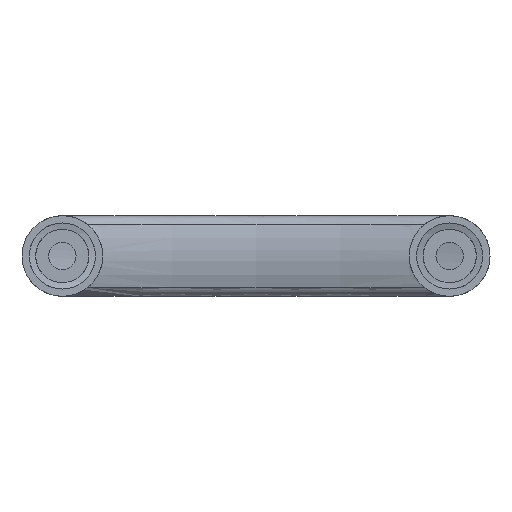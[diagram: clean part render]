
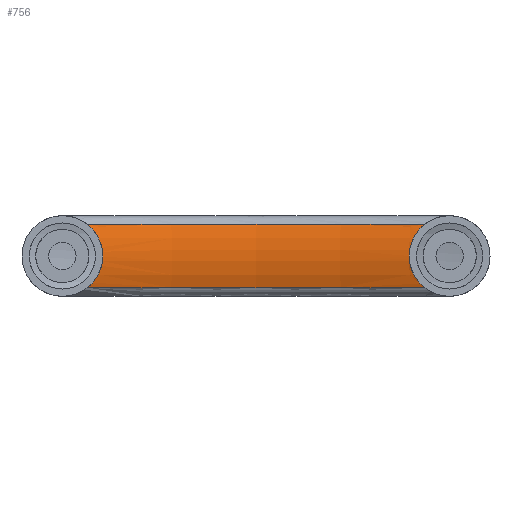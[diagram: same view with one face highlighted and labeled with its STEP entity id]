
A CAD part, left-side view. The second image highlights one B-rep face of the part: STEP entity #756.
In plain terms, the highlighted toroidal (fillet/blend) face has major radius 325.394 mm and minor radius 30 mm.
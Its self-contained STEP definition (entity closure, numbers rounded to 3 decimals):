
#13=B_SPLINE_CURVE_WITH_KNOTS('',3,(#1183,#1184,#1185,#1186,#1187,#1188,
#1189,#1190,#1191,#1192,#1193,#1194),.UNSPECIFIED.,.F.,.F.,(4,2,2,2,2,4),
(-3.167,-2.686,-2.195,-1.726,
-1.272,-0.898),.UNSPECIFIED.);
#14=B_SPLINE_CURVE_WITH_KNOTS('',3,(#1198,#1199,#1200,#1201,#1202,#1203,
#1204,#1205,#1206,#1207),.UNSPECIFIED.,.F.,.F.,(4,2,2,2,4),(-7.171,
-7.162,-6.678,-6.183,-6.036),
 .UNSPECIFIED.);
#15=B_SPLINE_CURVE_WITH_KNOTS('',3,(#1209,#1210,#1211,#1212,#1213,#1214,
#1215,#1216),.UNSPECIFIED.,.F.,.F.,(4,2,2,4),(-6.036,-5.714,
-5.262,-4.903),.UNSPECIFIED.);
#42=TOROIDAL_SURFACE('',#825,325.394,30.);
#74=FACE_OUTER_BOUND('',#103,.T.);
#103=EDGE_LOOP('',(#571,#572,#573,#574,#575));
#237=CIRCLE('',#826,297.043);
#238=CIRCLE('',#827,297.043);
#309=VERTEX_POINT('',#1181);
#310=VERTEX_POINT('',#1182);
#311=VERTEX_POINT('',#1195);
#312=VERTEX_POINT('',#1197);
#313=VERTEX_POINT('',#1208);
#428=EDGE_CURVE('',#309,#310,#13,.F.);
#429=EDGE_CURVE('',#309,#311,#237,.T.);
#430=EDGE_CURVE('',#311,#312,#14,.T.);
#431=EDGE_CURVE('',#312,#313,#15,.T.);
#432=EDGE_CURVE('',#310,#313,#238,.T.);
#571=ORIENTED_EDGE('',*,*,#428,.F.);
#572=ORIENTED_EDGE('',*,*,#429,.T.);
#573=ORIENTED_EDGE('',*,*,#430,.T.);
#574=ORIENTED_EDGE('',*,*,#431,.T.);
#575=ORIENTED_EDGE('',*,*,#432,.F.);
#756=ADVANCED_FACE('',(#74),#42,.T.);
#825=AXIS2_PLACEMENT_3D('',#1180,#944,#945);
#826=AXIS2_PLACEMENT_3D('',#1196,#946,#947);
#827=AXIS2_PLACEMENT_3D('',#1217,#948,#949);
#944=DIRECTION('center_axis',(0.,0.,
-1.));
#945=DIRECTION('ref_axis',(1.,0.,0.));
#946=DIRECTION('center_axis',(0.,0.,
-1.));
#947=DIRECTION('ref_axis',(-1.,0.,0.));
#948=DIRECTION('center_axis',(0.,0.,
-1.));
#949=DIRECTION('ref_axis',(-1.,0.,0.));
#1180=CARTESIAN_POINT('Origin',(-275.795,-8.084,-6.379));
#1181=CARTESIAN_POINT('',(16.616,44.166,-16.187));
#1182=CARTESIAN_POINT('',(16.616,44.166,3.429));
#1183=CARTESIAN_POINT('Ctrl Pts',(16.616,44.166,3.429));
#1184=CARTESIAN_POINT('Ctrl Pts',(16.493,42.916,2.441));
#1185=CARTESIAN_POINT('Ctrl Pts',(16.305,41.867,1.223));
#1186=CARTESIAN_POINT('Ctrl Pts',(15.975,40.264,-1.571));
#1187=CARTESIAN_POINT('Ctrl Pts',(15.837,39.735,-3.131));
#1188=CARTESIAN_POINT('Ctrl Pts',(15.731,39.319,-6.309));
#1189=CARTESIAN_POINT('Ctrl Pts',(15.756,39.409,-7.882));
#1190=CARTESIAN_POINT('Ctrl Pts',(15.94,40.152,-10.865));
#1191=CARTESIAN_POINT('Ctrl Pts',(16.092,40.778,-12.249));
#1192=CARTESIAN_POINT('Ctrl Pts',(16.384,42.338,-14.506));
#1193=CARTESIAN_POINT('Ctrl Pts',(16.52,43.192,-15.417));
#1194=CARTESIAN_POINT('Ctrl Pts',(16.616,44.166,-16.187));
#1195=CARTESIAN_POINT('',(16.616,-60.334,-16.187));
#1196=CARTESIAN_POINT('Origin',(-275.795,-8.084,-16.187));
#1197=CARTESIAN_POINT('',(15.755,-55.584,-6.379));
#1198=CARTESIAN_POINT('Ctrl Pts',(16.616,-60.334,-16.187));
#1199=CARTESIAN_POINT('Ctrl Pts',(16.614,-60.312,-16.169));
#1200=CARTESIAN_POINT('Ctrl Pts',(16.612,-60.289,-16.151));
#1201=CARTESIAN_POINT('Ctrl Pts',(16.483,-59.013,-15.128));
#1202=CARTESIAN_POINT('Ctrl Pts',(16.293,-57.965,-13.892));
#1203=CARTESIAN_POINT('Ctrl Pts',(15.962,-56.377,-11.058));
#1204=CARTESIAN_POINT('Ctrl Pts',(15.827,-55.862,-9.478));
#1205=CARTESIAN_POINT('Ctrl Pts',(15.763,-55.612,-7.352));
#1206=CARTESIAN_POINT('Ctrl Pts',(15.755,-55.584,-6.865));
#1207=CARTESIAN_POINT('Ctrl Pts',(15.755,-55.584,-6.379));
#1208=CARTESIAN_POINT('',(16.616,-60.334,3.429));
#1209=CARTESIAN_POINT('Ctrl Pts',(15.755,-55.584,-6.379));
#1210=CARTESIAN_POINT('Ctrl Pts',(15.755,-55.584,-5.308));
#1211=CARTESIAN_POINT('Ctrl Pts',(15.792,-55.721,-4.241));
#1212=CARTESIAN_POINT('Ctrl Pts',(15.954,-56.378,-1.744));
#1213=CARTESIAN_POINT('Ctrl Pts',(16.108,-57.02,-0.372));
#1214=CARTESIAN_POINT('Ctrl Pts',(16.395,-58.576,1.822));
#1215=CARTESIAN_POINT('Ctrl Pts',(16.524,-59.4,2.69));
#1216=CARTESIAN_POINT('Ctrl Pts',(16.616,-60.334,3.429));
#1217=CARTESIAN_POINT('Origin',(-275.795,-8.084,3.429));
